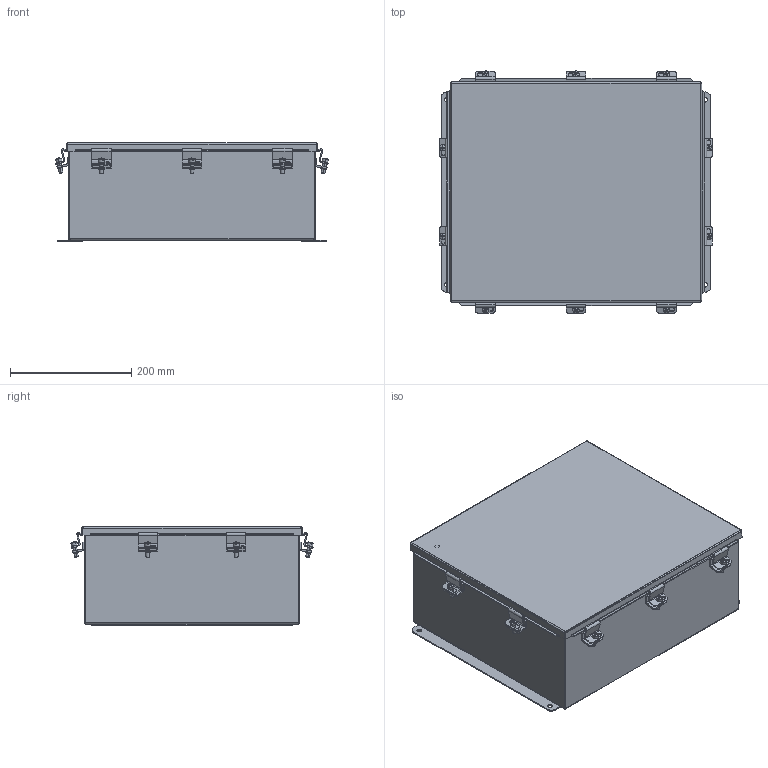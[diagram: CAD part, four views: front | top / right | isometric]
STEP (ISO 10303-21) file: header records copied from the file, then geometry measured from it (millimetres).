
FILE_DESCRIPTION (( 'STEP AP214' ), '1' );
FILE_NAME ('BN4161406SSA.STEP', '2016-02-02T20:24:20', ( '' ), ( '' ), 'SwSTEP 2.0', 'SolidWorks 2014', '' );
FILE_SCHEMA (( 'AUTOMOTIVE_DESIGN' ));
Length unit declared in the file: inch
Products named in the file (9): BN4161406SSA; 348132_1; BN4161406SSABKP_1; HFW3883_1; BN41614SSALID_1; 30810_1; 372164_1; 30811_1; 34973_1
Assembly tree (39 placements, depth 2):
  BN4161406SSA
    34973_1  x4
    30811_1  x10
    372164_1  x10
    30810_1  x10
    BN41614SSALID_1
    HFW3883_1
    BN4161406SSABKP_1
    348132_1  x2
Bounding box: 449.9 x 399.38 x 162.24 mm (x, y, z)
Volume: 998597.6 mm3; surface area: 1240464 mm2
Topology: 39 solids, 39 shells, 1081 faces, 2692 edges, 1742 vertices
Faces by surface type: plane 515, cylinder 392, torus 108, bspline 24, cone 22, sphere 20
Entity records: 12562 total; most frequent: CARTESIAN_POINT 3085, DIRECTION 1410, ORIENTED_EDGE 1352, EDGE_CURVE 676, AXIS2_PLACEMENT_3D 478, LINE 454, VECTOR 454, VERTEX_POINT 417
